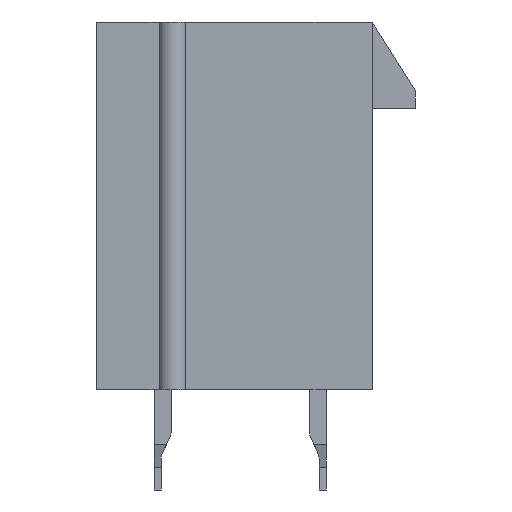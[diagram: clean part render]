
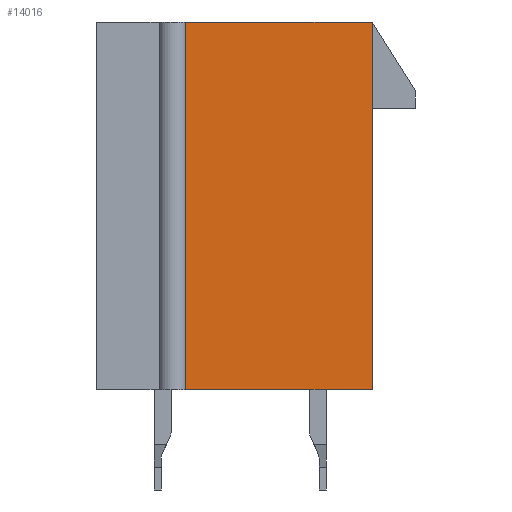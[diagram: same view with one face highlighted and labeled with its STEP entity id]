
A CAD part, left-side view. The second image highlights one B-rep face of the part: STEP entity #14016.
In plain terms, the highlighted planar face has unit normal (-1, 0, 0).
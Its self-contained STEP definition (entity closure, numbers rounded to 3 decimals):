
#410=ORIENTED_EDGE('',*,*,#4581,.T.);
#411=ORIENTED_EDGE('',*,*,#4582,.F.);
#412=ORIENTED_EDGE('',*,*,#4583,.T.);
#413=ORIENTED_EDGE('',*,*,#4584,.T.);
#4581=EDGE_CURVE('',#6661,#6662,#7995,.T.);
#4582=EDGE_CURVE('',#6663,#6662,#7996,.T.);
#4583=EDGE_CURVE('',#6663,#6664,#7997,.T.);
#4584=EDGE_CURVE('',#6664,#6661,#7998,.T.);
#6661=VERTEX_POINT('',#19491);
#6662=VERTEX_POINT('',#19492);
#6663=VERTEX_POINT('',#19494);
#6664=VERTEX_POINT('',#19496);
#7995=LINE('',#19490,#10028);
#7996=LINE('',#19493,#10029);
#7997=LINE('',#19495,#10030);
#7998=LINE('',#19497,#10031);
#10028=VECTOR('',#15747,1000.);
#10029=VECTOR('',#15748,1000.);
#10030=VECTOR('',#15749,1000.);
#10031=VECTOR('',#15750,1000.);
#11889=EDGE_LOOP('',(#410,#411,#412,#413));
#12623=FACE_BOUND('',#11889,.T.);
#13352=PLANE('',#14736);
#14016=ADVANCED_FACE('',(#12623),#13352,.T.);
#14736=AXIS2_PLACEMENT_3D('',#19489,#15745,#15746);
#15745=DIRECTION('',(-1.,0.,0.));
#15746=DIRECTION('',(0.,0.,1.));
#15747=DIRECTION('',(0.,1.,0.));
#15748=DIRECTION('',(0.,0.,1.));
#15749=DIRECTION('',(0.,-1.,0.));
#15750=DIRECTION('',(0.,0.,1.));
#19489=CARTESIAN_POINT('',(-21.65,0.,0.));
#19490=CARTESIAN_POINT('',(-21.65,-4.8,6.4));
#19491=CARTESIAN_POINT('',(-21.65,-4.8,6.4));
#19492=CARTESIAN_POINT('',(-21.65,1.71,6.4));
#19493=CARTESIAN_POINT('',(-21.65,1.71,-6.4));
#19494=CARTESIAN_POINT('',(-21.65,1.71,-6.4));
#19495=CARTESIAN_POINT('',(-21.65,4.8,-6.4));
#19496=CARTESIAN_POINT('',(-21.65,-4.8,-6.4));
#19497=CARTESIAN_POINT('',(-21.65,-4.8,-6.4));
